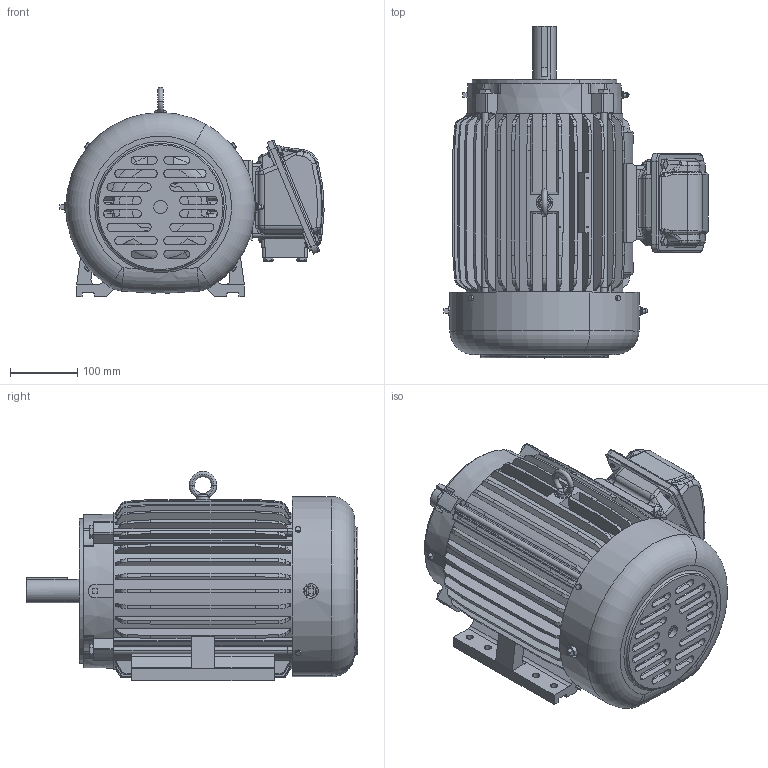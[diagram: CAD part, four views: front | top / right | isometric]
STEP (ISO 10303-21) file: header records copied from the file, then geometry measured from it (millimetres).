
FILE_DESCRIPTION(('CATIA V5 STEP Exchange'),'2;1');
FILE_NAME('31043A256-AEHH8B-CF 215TC.stp','2017-07-31T10:40:59+00:00',('none'),('none'),'Version 5-6 Release 2012','CATIA V5 STEP AP203','none');
FILE_SCHEMA(('CONFIG_CONTROL_DESIGN'));
Length unit declared in the file: millimetre
Products named in the file (1): 31043A256-AEHH8B-CF 215TC
Bounding box: 393.99 x 494.65 x 311.9 mm (x, y, z)
Volume: 6014887.5 mm3; surface area: 1623871.4 mm2
Topology: 5 solids, 10 shells, 2103 faces, 5591 edges, 3601 vertices
Faces by surface type: plane 730, cylinder 711, torus 304, cone 226, bspline 100, sphere 24, extrusion 4, revolution 4
Entity records: 71323 total; most frequent: CARTESIAN_POINT 25198, ORIENTED_EDGE 11114, DIRECTION 6675, EDGE_CURVE 5557, VERTEX_POINT 3601, AXIS2_PLACEMENT_3D 3313, EDGE_LOOP 2336, VECTOR 2110
